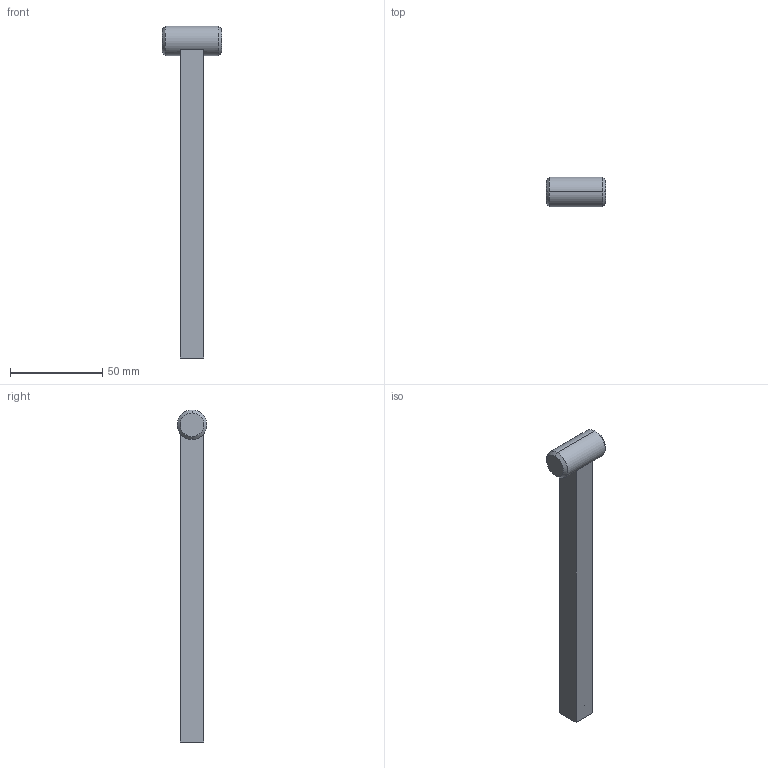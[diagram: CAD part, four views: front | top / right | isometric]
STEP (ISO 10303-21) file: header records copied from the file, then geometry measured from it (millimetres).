
FILE_DESCRIPTION (( 'STEP AP203' ), '1' );
FILE_NAME ('并联模块RRU-RU杆_V2_默认_sldprt.STEP', '2023-05-04T07:59:59', ( '' ), ( '' ), 'SwSTEP 2.0', 'SolidWorks 2018', '' );
FILE_SCHEMA (( 'CONFIG_CONTROL_DESIGN' ));
Length unit declared in the file: millimetre
Products named in the file (1): 并联模块RRU-RU杆_V2_默认_sldprt
Bounding box: 32 x 16 x 180 mm (x, y, z)
Volume: 33228.4 mm3; surface area: 10537.8 mm2
Topology: 1 solids, 1 shells, 19 faces, 41 edges, 26 vertices
Faces by surface type: plane 9, cylinder 6, cone 4
Entity records: 600 total; most frequent: DIRECTION 101, CARTESIAN_POINT 87, ORIENTED_EDGE 82, EDGE_CURVE 41, AXIS2_PLACEMENT_3D 40, VERTEX_POINT 26, VECTOR 21, LINE 21
